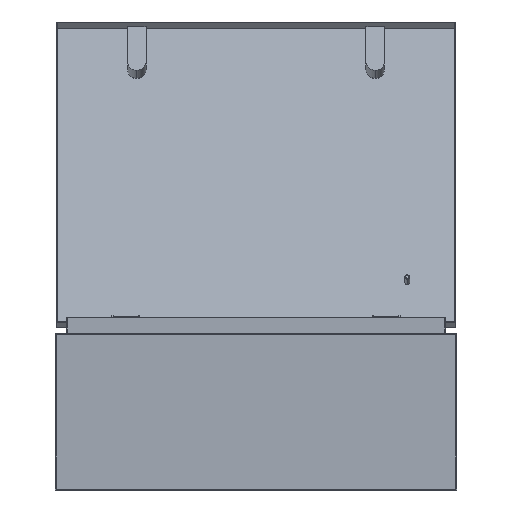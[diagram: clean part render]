
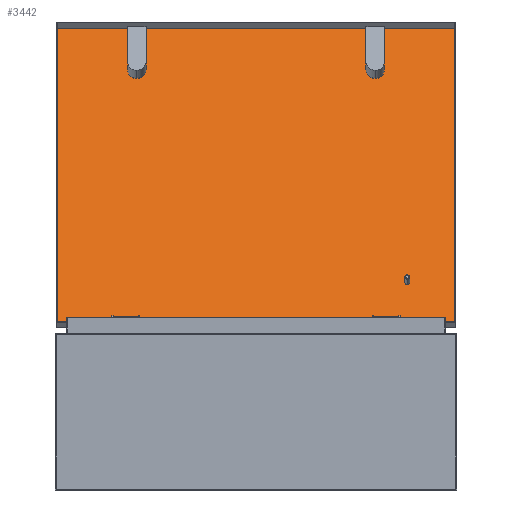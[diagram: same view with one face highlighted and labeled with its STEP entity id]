
A CAD part, left-side view. The second image highlights one B-rep face of the part: STEP entity #3442.
In plain terms, the highlighted face is planar.
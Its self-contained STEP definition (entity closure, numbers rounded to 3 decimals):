
#67 = CARTESIAN_POINT ( 'NONE',  ( -143.5, -148.5, -1. ) ) ;
#258 = CIRCLE ( 'NONE', #2054, 11.5 ) ;
#287 = FACE_OUTER_BOUND ( 'NONE', #3879, .T. ) ;
#473 = FACE_BOUND ( 'NONE', #766, .T. ) ;
#581 = LINE ( 'NONE', #6644, #5844 ) ;
#692 = DIRECTION ( 'NONE',  ( 0., -1., 0. ) ) ;
#718 = CARTESIAN_POINT ( 'NONE',  ( -132., -148.5, -1. ) ) ;
#766 = EDGE_LOOP ( 'NONE', ( #3579, #5529 ) ) ;
#767 = EDGE_CURVE ( 'NONE', #7312, #3146, #5827, .T. ) ;
#802 = EDGE_CURVE ( 'NONE', #2596, #7009, #3927, .T. ) ;
#807 = VERTEX_POINT ( 'NONE', #718 ) ;
#876 = ORIENTED_EDGE ( 'NONE', *, *, #2380, .F. ) ;
#900 = CARTESIAN_POINT ( 'NONE',  ( -132., 148.5, -1. ) ) ;
#1539 = ORIENTED_EDGE ( 'NONE', *, *, #5710, .T. ) ;
#1585 = DIRECTION ( 'NONE',  ( 0., 0., 1. ) ) ;
#1595 = DIRECTION ( 'NONE',  ( 1., 0., 0. ) ) ;
#1676 = ORIENTED_EDGE ( 'NONE', *, *, #2994, .T. ) ;
#1877 = EDGE_LOOP ( 'NONE', ( #6771, #1539 ) ) ;
#2054 = AXIS2_PLACEMENT_3D ( 'NONE', #67, #5800, #6428 ) ;
#2127 = EDGE_CURVE ( 'NONE', #3101, #2596, #581, .T. ) ;
#2176 = CARTESIAN_POINT ( 'NONE',  ( 135.5, -188.5, -1. ) ) ;
#2205 = CARTESIAN_POINT ( 'NONE',  ( -197.5, -247.5, -1. ) ) ;
#2299 = DIRECTION ( 'NONE',  ( 1., 0., 0. ) ) ;
#2371 = VECTOR ( 'NONE', #692, 1000. ) ;
#2380 = EDGE_CURVE ( 'NONE', #7009, #2446, #6035, .T. ) ;
#2446 = VERTEX_POINT ( 'NONE', #3288 ) ;
#2536 = DIRECTION ( 'NONE',  ( 1., 0., 0. ) ) ;
#2596 = VERTEX_POINT ( 'NONE', #3460 ) ;
#2732 = CARTESIAN_POINT ( 'NONE',  ( -143.5, 148.5, -1. ) ) ;
#2994 = EDGE_CURVE ( 'NONE', #4621, #3541, #6662, .T. ) ;
#3046 = AXIS2_PLACEMENT_3D ( 'NONE', #6594, #5422, #3077 ) ;
#3077 = DIRECTION ( 'NONE',  ( 1., 0., 0. ) ) ;
#3094 = ORIENTED_EDGE ( 'NONE', *, *, #802, .F. ) ;
#3101 = VERTEX_POINT ( 'NONE', #5728 ) ;
#3146 = VERTEX_POINT ( 'NONE', #6365 ) ;
#3267 = EDGE_CURVE ( 'NONE', #2446, #3101, #5018, .T. ) ;
#3288 = CARTESIAN_POINT ( 'NONE',  ( 197.5, -247.5, -1. ) ) ;
#3362 = DIRECTION ( 'NONE',  ( 0., 0., -1. ) ) ;
#3442 = ADVANCED_FACE ( 'NONE', ( #6378, #6565, #287, #473 ), #5467, .F. ) ;
#3454 = DIRECTION ( 'NONE',  ( 0., 0., 1. ) ) ;
#3460 = CARTESIAN_POINT ( 'NONE',  ( -197.5, 247.5, -1. ) ) ;
#3541 = VERTEX_POINT ( 'NONE', #900 ) ;
#3579 = ORIENTED_EDGE ( 'NONE', *, *, #6928, .F. ) ;
#3585 = DIRECTION ( 'NONE',  ( -1., 0., 0. ) ) ;
#3625 = DIRECTION ( 'NONE',  ( 0., 1., 0. ) ) ;
#3879 = EDGE_LOOP ( 'NONE', ( #3094, #6395, #7077, #876 ) ) ;
#3927 = LINE ( 'NONE', #5370, #2371 ) ;
#3977 = CIRCLE ( 'NONE', #5758, 11.5 ) ;
#4180 = CARTESIAN_POINT ( 'NONE',  ( -155., 148.5, -1. ) ) ;
#4192 = DIRECTION ( 'NONE',  ( 0., 0., -1. ) ) ;
#4437 = EDGE_LOOP ( 'NONE', ( #7393, #1676 ) ) ;
#4482 = VECTOR ( 'NONE', #2536, 1000. ) ;
#4489 = AXIS2_PLACEMENT_3D ( 'NONE', #2732, #1585, #6164 ) ;
#4621 = VERTEX_POINT ( 'NONE', #4180 ) ;
#4636 = DIRECTION ( 'NONE',  ( 1., 0., 0. ) ) ;
#4958 = VERTEX_POINT ( 'NONE', #7489 ) ;
#5018 = LINE ( 'NONE', #7107, #5107 ) ;
#5041 = AXIS2_PLACEMENT_3D ( 'NONE', #5189, #3362, #1595 ) ;
#5107 = VECTOR ( 'NONE', #3625, 1000. ) ;
#5189 = CARTESIAN_POINT ( 'NONE',  ( 138.5, -188.5, -1. ) ) ;
#5252 = EDGE_CURVE ( 'NONE', #807, #4958, #258, .T. ) ;
#5303 = DIRECTION ( 'NONE',  ( 0., 0., 1. ) ) ;
#5345 = CARTESIAN_POINT ( 'NONE',  ( 138.5, -188.5, -1. ) ) ;
#5370 = CARTESIAN_POINT ( 'NONE',  ( -197.5, 0., -1. ) ) ;
#5400 = CIRCLE ( 'NONE', #5041, 3. ) ;
#5422 = DIRECTION ( 'NONE',  ( 0., 0., 1. ) ) ;
#5467 = PLANE ( 'NONE',  #3046 ) ;
#5529 = ORIENTED_EDGE ( 'NONE', *, *, #767, .F. ) ;
#5630 = AXIS2_PLACEMENT_3D ( 'NONE', #6372, #5303, #4636 ) ;
#5710 = EDGE_CURVE ( 'NONE', #4958, #807, #3977, .T. ) ;
#5728 = CARTESIAN_POINT ( 'NONE',  ( 197.5, 247.5, -1. ) ) ;
#5749 = CARTESIAN_POINT ( 'NONE',  ( -143.5, -148.5, -1. ) ) ;
#5758 = AXIS2_PLACEMENT_3D ( 'NONE', #5749, #3454, #2299 ) ;
#5800 = DIRECTION ( 'NONE',  ( 0., 0., 1. ) ) ;
#5827 = CIRCLE ( 'NONE', #6722, 3. ) ;
#5844 = VECTOR ( 'NONE', #3585, 1000. ) ;
#5846 = CARTESIAN_POINT ( 'NONE',  ( 0., -247.5, -1. ) ) ;
#5962 = DIRECTION ( 'NONE',  ( 1., 0., 0. ) ) ;
#6035 = LINE ( 'NONE', #5846, #4482 ) ;
#6164 = DIRECTION ( 'NONE',  ( 1., 0., 0. ) ) ;
#6365 = CARTESIAN_POINT ( 'NONE',  ( 141.5, -188.5, -1. ) ) ;
#6372 = CARTESIAN_POINT ( 'NONE',  ( -143.5, 148.5, -1. ) ) ;
#6378 = FACE_BOUND ( 'NONE', #1877, .T. ) ;
#6395 = ORIENTED_EDGE ( 'NONE', *, *, #2127, .F. ) ;
#6428 = DIRECTION ( 'NONE',  ( 1., 0., 0. ) ) ;
#6565 = FACE_BOUND ( 'NONE', #4437, .T. ) ;
#6594 = CARTESIAN_POINT ( 'NONE',  ( 0., 0., -1. ) ) ;
#6644 = CARTESIAN_POINT ( 'NONE',  ( 0., 247.5, -1. ) ) ;
#6662 = CIRCLE ( 'NONE', #4489, 11.5 ) ;
#6722 = AXIS2_PLACEMENT_3D ( 'NONE', #5345, #4192, #5962 ) ;
#6771 = ORIENTED_EDGE ( 'NONE', *, *, #5252, .T. ) ;
#6928 = EDGE_CURVE ( 'NONE', #3146, #7312, #5400, .T. ) ;
#7009 = VERTEX_POINT ( 'NONE', #2205 ) ;
#7077 = ORIENTED_EDGE ( 'NONE', *, *, #3267, .F. ) ;
#7100 = EDGE_CURVE ( 'NONE', #3541, #4621, #7429, .T. ) ;
#7107 = CARTESIAN_POINT ( 'NONE',  ( 197.5, 0., -1. ) ) ;
#7312 = VERTEX_POINT ( 'NONE', #2176 ) ;
#7393 = ORIENTED_EDGE ( 'NONE', *, *, #7100, .T. ) ;
#7429 = CIRCLE ( 'NONE', #5630, 11.5 ) ;
#7489 = CARTESIAN_POINT ( 'NONE',  ( -155., -148.5, -1. ) ) ;
